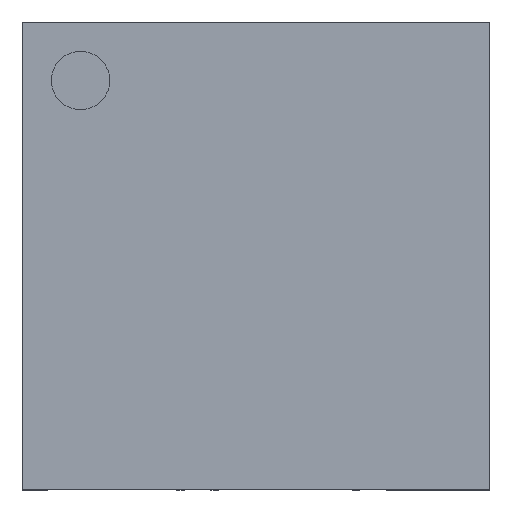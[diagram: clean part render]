
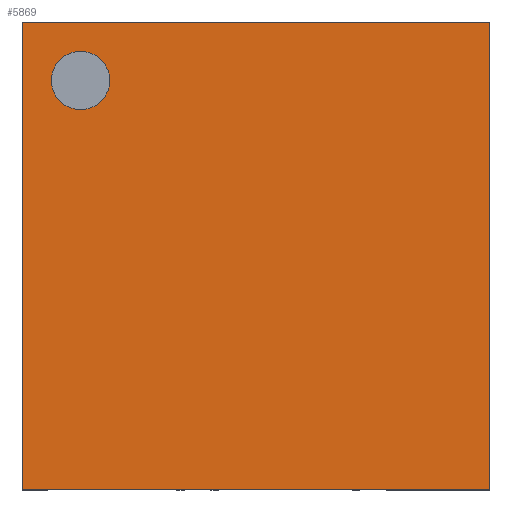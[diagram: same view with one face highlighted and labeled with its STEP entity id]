
A CAD part, top view. The second image highlights one B-rep face of the part: STEP entity #5869.
In plain terms, the highlighted free-form (B-spline) face has degree [1, 1] with [2, 2] control points.
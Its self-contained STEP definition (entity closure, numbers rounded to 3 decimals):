
#3099=CARTESIAN_POINT('',(-1.75,1.5,0.85));
#3100=VERTEX_POINT('',#3099);
#3109=CARTESIAN_POINT('',(-1.25,1.5,0.85));
#3110=VERTEX_POINT('',#3109);
#3111=CARTESIAN_POINT('',(-1.5,1.5,0.85));
#3112=DIRECTION('',(0.0,0.0,-1.0));
#3113=DIRECTION('',(-1.0,0.0,0.0));
#3114=AXIS2_PLACEMENT_3D('',#3111,#3112,#3113);
#3115=CIRCLE('',#3114,0.25);
#3116=EDGE_CURVE('',#3110,#3100,#3115,.T.);
#5532=CARTESIAN_POINT('',(-2.0,-2.,0.85));
#5533=VERTEX_POINT('',#5532);
#5540=CARTESIAN_POINT('',(-2.0,2.,0.85));
#5541=VERTEX_POINT('',#5540);
#5542=CARTESIAN_POINT('',(-2.0,-2.,0.85));
#5543=DIRECTION('',(0.0,1.0,0.0));
#5544=VECTOR('',#5543,4.0);
#5545=LINE('',#5542,#5544);
#5546=EDGE_CURVE('',#5533,#5541,#5545,.T.);
#5626=CARTESIAN_POINT('',(2.0,-2.,0.85));
#5627=VERTEX_POINT('',#5626);
#5634=CARTESIAN_POINT('',(2.0,-2.,0.85));
#5635=DIRECTION('',(-1.0,0.0,0.0));
#5636=VECTOR('',#5635,4.0);
#5637=LINE('',#5634,#5636);
#5638=EDGE_CURVE('',#5627,#5533,#5637,.T.);
#5693=CARTESIAN_POINT('',(2.0,2.,0.85));
#5694=VERTEX_POINT('',#5693);
#5701=CARTESIAN_POINT('',(2.0,2.,0.85));
#5702=DIRECTION('',(0.0,-1.0,0.0));
#5703=VECTOR('',#5702,4.0);
#5704=LINE('',#5701,#5703);
#5705=EDGE_CURVE('',#5694,#5627,#5704,.T.);
#5777=CARTESIAN_POINT('',(-2.0,2.,0.85));
#5778=DIRECTION('',(1.0,0.0,0.0));
#5779=VECTOR('',#5778,4.0);
#5780=LINE('',#5777,#5779);
#5781=EDGE_CURVE('',#5541,#5694,#5780,.T.);
#5834=CARTESIAN_POINT('',(-1.5,1.5,0.85));
#5835=DIRECTION('',(0.0,0.0,-1.0));
#5836=DIRECTION('',(-1.0,0.0,0.0));
#5837=AXIS2_PLACEMENT_3D('',#5834,#5835,#5836);
#5838=CIRCLE('',#5837,0.25);
#5839=EDGE_CURVE('',#3100,#3110,#5838,.T.);
#5854=CARTESIAN_POINT('',(-2.0,-2.,0.85));
#5855=CARTESIAN_POINT('',(2.0,-2.,0.85));
#5856=CARTESIAN_POINT('',(-2.0,2.,0.85));
#5857=CARTESIAN_POINT('',(2.0,2.,0.85));
#5858=B_SPLINE_SURFACE_WITH_KNOTS('',1,1,((#5854,#5856),(#5855,#5857)),.UNSPECIFIED.,.F.,.F.,.U.,(2,2),(2,2),(0.0,4.0),(0.0,4.0),.UNSPECIFIED.);
#5859=ORIENTED_EDGE('',*,*,#5705,.F.);
#5860=ORIENTED_EDGE('',*,*,#5781,.F.);
#5861=ORIENTED_EDGE('',*,*,#5546,.F.);
#5862=ORIENTED_EDGE('',*,*,#5638,.F.);
#5863=EDGE_LOOP('',(#5859,#5860,#5861,#5862));
#5864=FACE_OUTER_BOUND('',#5863,.T.);
#5865=ORIENTED_EDGE('',*,*,#3116,.T.);
#5866=ORIENTED_EDGE('',*,*,#5839,.T.);
#5867=EDGE_LOOP('',(#5865,#5866));
#5868=FACE_BOUND('',#5867,.T.);
#5869=ADVANCED_FACE('',(#5864,#5868),#5858,.T.);
